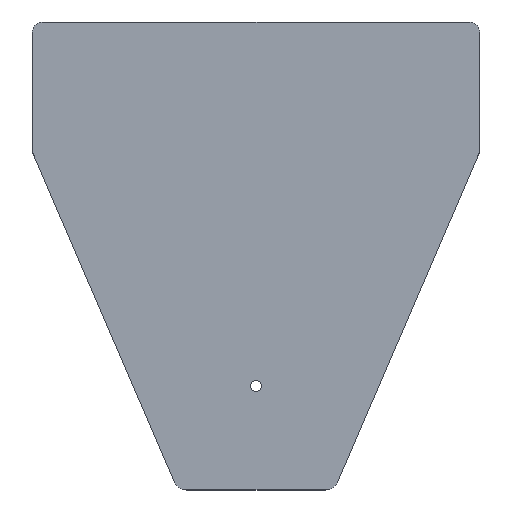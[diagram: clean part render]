
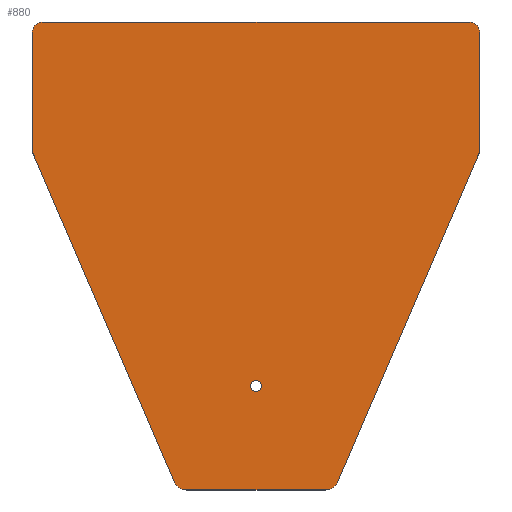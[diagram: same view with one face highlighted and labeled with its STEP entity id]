
A CAD part, top view. The second image highlights one B-rep face of the part: STEP entity #880.
In plain terms, the highlighted planar face has unit normal (0, 0, 1).
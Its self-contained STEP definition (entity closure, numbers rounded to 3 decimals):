
#39=FACE_BOUND('',#142,.T.);
#43=PLANE('',#971);
#86=FACE_OUTER_BOUND('',#141,.T.);
#141=EDGE_LOOP('',(#644,#645,#646,#647,#648,#649,#650,#651,#652,#653));
#142=EDGE_LOOP('',(#654));
#199=LINE('',#1433,#266);
#200=LINE('',#1435,#267);
#201=LINE('',#1437,#268);
#202=LINE('',#1441,#269);
#203=LINE('',#1445,#270);
#204=LINE('',#1446,#271);
#266=VECTOR('',#1135,10.);
#267=VECTOR('',#1136,10.);
#268=VECTOR('',#1137,10.);
#269=VECTOR('',#1140,10.);
#270=VECTOR('',#1143,10.);
#271=VECTOR('',#1144,10.);
#315=CIRCLE('',#933,2.);
#340=CIRCLE('',#966,2.);
#341=CIRCLE('',#972,2.5);
#342=CIRCLE('',#973,2.5);
#343=CIRCLE('',#974,1.1);
#361=VERTEX_POINT('',#1312);
#362=VERTEX_POINT('',#1313);
#387=VERTEX_POINT('',#1419);
#388=VERTEX_POINT('',#1420);
#389=VERTEX_POINT('',#1434);
#390=VERTEX_POINT('',#1436);
#391=VERTEX_POINT('',#1438);
#392=VERTEX_POINT('',#1440);
#393=VERTEX_POINT('',#1442);
#394=VERTEX_POINT('',#1444);
#395=VERTEX_POINT('',#1447);
#441=EDGE_CURVE('',#361,#362,#315,.T.);
#478=EDGE_CURVE('',#387,#388,#340,.T.);
#485=EDGE_CURVE('',#387,#362,#199,.T.);
#486=EDGE_CURVE('',#361,#389,#200,.T.);
#487=EDGE_CURVE('',#389,#390,#201,.T.);
#488=EDGE_CURVE('',#391,#390,#341,.T.);
#489=EDGE_CURVE('',#391,#392,#202,.T.);
#490=EDGE_CURVE('',#393,#392,#342,.T.);
#491=EDGE_CURVE('',#393,#394,#203,.T.);
#492=EDGE_CURVE('',#394,#388,#204,.T.);
#493=EDGE_CURVE('',#395,#395,#343,.T.);
#644=ORIENTED_EDGE('',*,*,#478,.F.);
#645=ORIENTED_EDGE('',*,*,#485,.T.);
#646=ORIENTED_EDGE('',*,*,#441,.F.);
#647=ORIENTED_EDGE('',*,*,#486,.T.);
#648=ORIENTED_EDGE('',*,*,#487,.T.);
#649=ORIENTED_EDGE('',*,*,#488,.F.);
#650=ORIENTED_EDGE('',*,*,#489,.T.);
#651=ORIENTED_EDGE('',*,*,#490,.F.);
#652=ORIENTED_EDGE('',*,*,#491,.T.);
#653=ORIENTED_EDGE('',*,*,#492,.T.);
#654=ORIENTED_EDGE('',*,*,#493,.T.);
#880=ADVANCED_FACE('',(#86,#39),#43,.T.);
#933=AXIS2_PLACEMENT_3D('',#1314,#1039,#1040);
#966=AXIS2_PLACEMENT_3D('',#1421,#1117,#1118);
#971=AXIS2_PLACEMENT_3D('',#1432,#1133,#1134);
#972=AXIS2_PLACEMENT_3D('',#1439,#1138,#1139);
#973=AXIS2_PLACEMENT_3D('',#1443,#1141,#1142);
#974=AXIS2_PLACEMENT_3D('',#1448,#1145,#1146);
#1039=DIRECTION('center_axis',(0.,0.,-1.));
#1040=DIRECTION('ref_axis',(-0.707,0.707,0.));
#1117=DIRECTION('center_axis',(0.,0.,-1.));
#1118=DIRECTION('ref_axis',(0.707,0.707,0.));
#1133=DIRECTION('center_axis',(0.,0.,1.));
#1134=DIRECTION('ref_axis',(-1.,0.,0.));
#1135=DIRECTION('',(-1.,0.,0.));
#1136=DIRECTION('',(0.,-1.,0.));
#1137=DIRECTION('',(0.396,-0.918,0.));
#1138=DIRECTION('center_axis',(0.,0.,-1.));
#1139=DIRECTION('ref_axis',(-0.55,-0.835,0.));
#1140=DIRECTION('',(1.,0.,0.));
#1141=DIRECTION('center_axis',(0.,0.,-1.));
#1142=DIRECTION('ref_axis',(0.55,-0.835,0.));
#1143=DIRECTION('',(0.396,0.918,0.));
#1144=DIRECTION('',(0.,1.,0.));
#1145=DIRECTION('center_axis',(0.,0.,-1.));
#1146=DIRECTION('ref_axis',(-1.,0.,0.));
#1312=CARTESIAN_POINT('',(-84.,21.,6.));
#1313=CARTESIAN_POINT('',(-82.,23.,6.));
#1314=CARTESIAN_POINT('Origin',(-82.,21.,6.));
#1419=CARTESIAN_POINT('',(0.,23.,6.));
#1420=CARTESIAN_POINT('',(2.,21.,6.));
#1421=CARTESIAN_POINT('Origin',(0.,21.,6.));
#1432=CARTESIAN_POINT('Origin',(-41.,-22.,6.));
#1433=CARTESIAN_POINT('',(2.,23.,6.));
#1434=CARTESIAN_POINT('',(-84.,-2.,6.));
#1435=CARTESIAN_POINT('',(-84.,23.,6.));
#1436=CARTESIAN_POINT('',(-56.651,-65.489,6.));
#1437=CARTESIAN_POINT('',(-84.,-2.,6.));
#1438=CARTESIAN_POINT('',(-54.355,-67.,6.));
#1439=CARTESIAN_POINT('Origin',(-54.355,-64.5,6.));
#1440=CARTESIAN_POINT('',(-27.645,-67.,6.));
#1441=CARTESIAN_POINT('',(-26.,-67.,6.));
#1442=CARTESIAN_POINT('',(-25.349,-65.489,6.));
#1443=CARTESIAN_POINT('Origin',(-27.645,-64.5,6.));
#1444=CARTESIAN_POINT('',(2.,-2.,6.));
#1445=CARTESIAN_POINT('',(2.,-2.,6.));
#1446=CARTESIAN_POINT('',(2.,-2.,6.));
#1447=CARTESIAN_POINT('',(-39.9,-47.,6.));
#1448=CARTESIAN_POINT('Origin',(-41.,-47.,6.));
